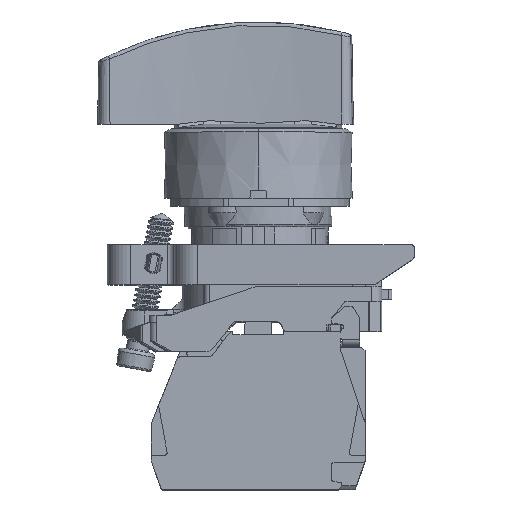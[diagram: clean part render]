
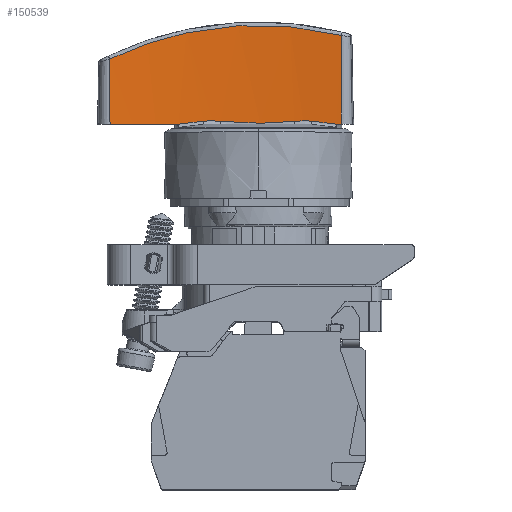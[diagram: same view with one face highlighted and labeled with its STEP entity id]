
A CAD part, top view. The second image highlights one B-rep face of the part: STEP entity #150539.
In plain terms, the highlighted conical face has half-angle 1 degrees and reference radius 151.993 mm.
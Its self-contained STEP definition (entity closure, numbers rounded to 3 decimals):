
#133268=CARTESIAN_POINT('',(-3.413,29.701,
-11.944));
#133270=CARTESIAN_POINT('',(-155.114,29.701,-4.9));
#133271=DIRECTION('',(0.,-1.,0.));
#133272=DIRECTION('',(0.994,0.,0.109));
#133273=AXIS2_PLACEMENT_3D('',#133270,#133271,#133272);
#133330=CARTESIAN_POINT('',(-155.114,29.701,-4.9));
#133331=DIRECTION('',(0.,-1.,0.));
#133332=DIRECTION('',(0.993,0.,-0.114));
#133333=AXIS2_PLACEMENT_3D('',#133330,#133331,#133332);
#133345=CARTESIAN_POINT('',(-4.161,29.701,
11.705));
#133369=CARTESIAN_POINT('',(-4.161,29.691,
11.705));
#133572=CARTESIAN_POINT('',(-3.414,29.691,
-11.944));
#133581=CARTESIAN_POINT('',(-3.792,30.144,
8.008));
#133582=CARTESIAN_POINT('',(-3.822,30.113,
8.356));
#133583=CARTESIAN_POINT('',(-3.883,30.047,
9.033));
#133584=CARTESIAN_POINT('',(-3.976,29.937,
9.986));
#133585=CARTESIAN_POINT('',(-4.073,29.813,
10.911));
#133586=CARTESIAN_POINT('',(-4.132,29.731,
11.45));
#133587=CARTESIAN_POINT('',(-4.161,29.691,
11.705));
#133589=CARTESIAN_POINT('',(-3.592,30.111,
5.399));
#133590=CARTESIAN_POINT('',(-3.609,30.137,
5.652));
#133591=CARTESIAN_POINT('',(-3.646,30.181,
6.182));
#133592=CARTESIAN_POINT('',(-3.711,30.202,
7.049));
#133593=CARTESIAN_POINT('',(-3.763,30.173,
7.681));
#133594=CARTESIAN_POINT('',(-3.792,30.144,
8.008));
#133596=CARTESIAN_POINT('',(-3.245,30.111,
-5.615));
#133597=CARTESIAN_POINT('',(-3.244,30.081,
-5.32));
#133598=CARTESIAN_POINT('',(-3.244,30.028,
-4.762));
#133599=CARTESIAN_POINT('',(-3.247,29.969,
-4.022));
#133600=CARTESIAN_POINT('',(-3.253,29.925,
-3.366));
#133601=CARTESIAN_POINT('',(-3.261,29.892,
-2.781));
#133602=CARTESIAN_POINT('',(-3.27,29.869,
-2.26));
#133603=CARTESIAN_POINT('',(-3.279,29.852,
-1.794));
#133604=CARTESIAN_POINT('',(-3.288,29.841,
-1.373));
#133605=CARTESIAN_POINT('',(-3.298,29.833,
-1.));
#133606=CARTESIAN_POINT('',(-3.307,29.829,
-0.671));
#133607=CARTESIAN_POINT('',(-3.316,29.827,
-0.362));
#133608=CARTESIAN_POINT('',(-3.325,29.826,
-0.046));
#133609=CARTESIAN_POINT('',(-3.336,29.827,
0.275));
#133610=CARTESIAN_POINT('',(-3.347,29.831,
0.603));
#133611=CARTESIAN_POINT('',(-3.359,29.836,
0.916));
#133612=CARTESIAN_POINT('',(-3.37,29.842,
1.213));
#133613=CARTESIAN_POINT('',(-3.384,29.852,
1.553));
#133614=CARTESIAN_POINT('',(-3.4,29.864,
1.926));
#133615=CARTESIAN_POINT('',(-3.419,29.882,
2.338));
#133616=CARTESIAN_POINT('',(-3.442,29.905,
2.812));
#133617=CARTESIAN_POINT('',(-3.467,29.934,
3.299));
#133618=CARTESIAN_POINT('',(-3.496,29.97,
3.82));
#133619=CARTESIAN_POINT('',(-3.527,30.012,
4.359));
#133620=CARTESIAN_POINT('',(-3.56,30.061,
4.898));
#133621=CARTESIAN_POINT('',(-3.582,30.094,
5.234));
#133622=CARTESIAN_POINT('',(-3.592,30.111,
5.399));
#133624=CARTESIAN_POINT('',(-3.279,30.144,
-8.232));
#133625=CARTESIAN_POINT('',(-3.271,30.173,
-7.903));
#133626=CARTESIAN_POINT('',(-3.259,30.202,
-7.27));
#133627=CARTESIAN_POINT('',(-3.248,30.181,
-6.4));
#133628=CARTESIAN_POINT('',(-3.245,30.137,
-5.868));
#133629=CARTESIAN_POINT('',(-3.245,30.111,
-5.615));
#133631=CARTESIAN_POINT('',(-3.414,29.691,
-11.944));
#133632=CARTESIAN_POINT('',(-3.4,29.733,
-11.674));
#133633=CARTESIAN_POINT('',(-3.375,29.814,
-11.136));
#133634=CARTESIAN_POINT('',(-3.342,29.925,
-10.309));
#133635=CARTESIAN_POINT('',(-3.315,30.015,
-9.541));
#133636=CARTESIAN_POINT('',(-3.294,30.089,
-8.838));
#133637=CARTESIAN_POINT('',(-3.283,30.127,
-8.425));
#133638=CARTESIAN_POINT('',(-3.279,30.144,
-8.232));
#133640=DIRECTION('',(-0.018,-1.,0.005));
#133641=VECTOR('',#133640,0.01);
#133642=CARTESIAN_POINT('',(-3.413,29.701,
-11.944));
#133643=LINE('',#133642,#133641);
#133644=DIRECTION('',(-0.017,-1.,0.002));
#133645=VECTOR('',#133644,9.75);
#133646=CARTESIAN_POINT('',(-4.071,39.449,
-22.233));
#133647=LINE('',#133646,#133645);
#133648=CARTESIAN_POINT('',(-4.01,42.974,
12.44));
#133649=CARTESIAN_POINT('',(-3.839,43.334,
11.001));
#133650=CARTESIAN_POINT('',(-3.537,43.927,
8.103));
#133651=CARTESIAN_POINT('',(-3.214,44.439,
3.688));
#133652=CARTESIAN_POINT('',(-3.026,44.568,
-0.738));
#133653=CARTESIAN_POINT('',(-2.974,44.314,
-5.166));
#133654=CARTESIAN_POINT('',(-3.057,43.678,
-9.561));
#133655=CARTESIAN_POINT('',(-3.269,42.664,
-13.89));
#133656=CARTESIAN_POINT('',(-3.606,41.27,
-18.141));
#133657=CARTESIAN_POINT('',(-3.905,40.097,
-20.883));
#133658=CARTESIAN_POINT('',(-4.071,39.449,
-22.233));
#133660=DIRECTION('',(0.018,1.,0.006));
#133661=VECTOR('',#133660,0.01);
#133662=CARTESIAN_POINT('',(-4.161,29.691,
11.705));
#133663=LINE('',#133662,#133661);
#135715=DIRECTION('',(-0.017,-1.,
-0.002));
#135716=VECTOR('',#135715,13.275);
#135717=CARTESIAN_POINT('',(-4.01,42.974,
12.44));
#135718=LINE('',#135717,#135716);
#146757=VERTEX_POINT('',#133268);
#146758=VERTEX_POINT('',#133345);
#146838=VERTEX_POINT('',#133648);
#146839=VERTEX_POINT('',#133658);
#146854=VERTEX_POINT('',#133589);
#146855=VERTEX_POINT('',#133594);
#146856=VERTEX_POINT('',#133596);
#146857=VERTEX_POINT('',#133624);
#146859=VERTEX_POINT('',#133369);
#146860=VERTEX_POINT('',#133572);
#146888=CARTESIAN_POINT('',(-4.24,29.701,
-22.214));
#146889=VERTEX_POINT('',#146888);
#146890=CARTESIAN_POINT('',(-4.24,29.701,
12.414));
#146891=VERTEX_POINT('',#146890);
#150515=CARTESIAN_POINT('',(-155.114,37.101,-4.9));
#150516=DIRECTION('',(0.,1.,0.));
#150517=DIRECTION('',(1.,0.,0.));
#150518=AXIS2_PLACEMENT_3D('',#150515,#150516,#150517);
#150519=CONICAL_SURFACE('',#150518,151.993,1.);
#150520=ORIENTED_EDGE('',*,*,#150002,.F.);
#150522=ORIENTED_EDGE('',*,*,#150521,.F.);
#150524=ORIENTED_EDGE('',*,*,#150523,.F.);
#150525=ORIENTED_EDGE('',*,*,#150453,.F.);
#150526=ORIENTED_EDGE('',*,*,#150501,.F.);
#150527=ORIENTED_EDGE('',*,*,#149795,.F.);
#150528=ORIENTED_EDGE('',*,*,#149863,.F.);
#150530=ORIENTED_EDGE('',*,*,#150529,.F.);
#150532=ORIENTED_EDGE('',*,*,#150531,.F.);
#150534=ORIENTED_EDGE('',*,*,#150533,.T.);
#150535=ORIENTED_EDGE('',*,*,#149817,.F.);
#150536=ORIENTED_EDGE('',*,*,#149904,.F.);
#150537=EDGE_LOOP('',(#150520,#150522,#150524,#150525,#150526,#150527,#150528,
#150530,#150532,#150534,#150535,#150536));
#150538=FACE_OUTER_BOUND('',#150537,.F.);
#133274=CIRCLE('',#133273,151.864);
#133334=CIRCLE('',#133333,151.864);
#133588=B_SPLINE_CURVE_WITH_KNOTS('',3,(#133581,#133582,#133583,#133584,#133585,
#133586,#133587),.UNSPECIFIED.,.F.,.F.,(4,1,1,1,4),(0.,0.25,0.5,0.75,
1.),.UNSPECIFIED.);
#133595=B_SPLINE_CURVE_WITH_KNOTS('',3,(#133589,#133590,#133591,#133592,#133593,
#133594),.UNSPECIFIED.,.F.,.F.,(4,1,1,4),(0.,0.333,
0.667,1.),.UNSPECIFIED.);
#133623=B_SPLINE_CURVE_WITH_KNOTS('',3,(#133596,#133597,#133598,#133599,#133600,
#133601,#133602,#133603,#133604,#133605,#133606,#133607,#133608,#133609,#133610,
#133611,#133612,#133613,#133614,#133615,#133616,#133617,#133618,#133619,#133620,
#133621,#133622),.UNSPECIFIED.,.F.,.F.,(4,1,1,1,1,1,1,1,1,1,1,1,1,1,1,1,1,1,1,1,
1,1,1,1,4),(0.,0.042,0.083,0.125,0.167,
0.208,0.25,0.292,0.333,0.375,
0.417,0.458,0.5,0.542,0.583,
0.625,0.667,0.708,0.75,0.792,
0.833,0.875,0.917,0.958,1.),
.UNSPECIFIED.);
#133630=B_SPLINE_CURVE_WITH_KNOTS('',3,(#133624,#133625,#133626,#133627,#133628,
#133629),.UNSPECIFIED.,.F.,.F.,(4,1,1,4),(0.,0.333,
0.667,1.),.UNSPECIFIED.);
#133639=B_SPLINE_CURVE_WITH_KNOTS('',3,(#133631,#133632,#133633,#133634,#133635,
#133636,#133637,#133638),.UNSPECIFIED.,.F.,.F.,(4,1,1,1,1,4),(0.,0.2,0.4,
0.6,0.8,1.),.UNSPECIFIED.);
#133659=B_SPLINE_CURVE_WITH_KNOTS('',3,(#133648,#133649,#133650,#133651,#133652,
#133653,#133654,#133655,#133656,#133657,#133658),.UNSPECIFIED.,.F.,.F.,(4,1,1,1,
1,1,1,1,4),(0.,0.125,0.25,0.375,0.5,0.625,0.75,0.875,1.),
.UNSPECIFIED.);
#149795=EDGE_CURVE('',#146757,#146860,#133643,.T.);
#149817=EDGE_CURVE('',#146758,#146891,#133274,.T.);
#149863=EDGE_CURVE('',#146889,#146757,#133334,.T.);
#149904=EDGE_CURVE('',#146859,#146758,#133663,.T.);
#150002=EDGE_CURVE('',#146855,#146859,#133588,.T.);
#150453=EDGE_CURVE('',#146857,#146856,#133630,.T.);
#150501=EDGE_CURVE('',#146860,#146857,#133639,.T.);
#150521=EDGE_CURVE('',#146854,#146855,#133595,.T.);
#150523=EDGE_CURVE('',#146856,#146854,#133623,.T.);
#150529=EDGE_CURVE('',#146839,#146889,#133647,.T.);
#150531=EDGE_CURVE('',#146838,#146839,#133659,.T.);
#150533=EDGE_CURVE('',#146838,#146891,#135718,.T.);
#150539=ADVANCED_FACE('',(#150538),#150519,.F.);
